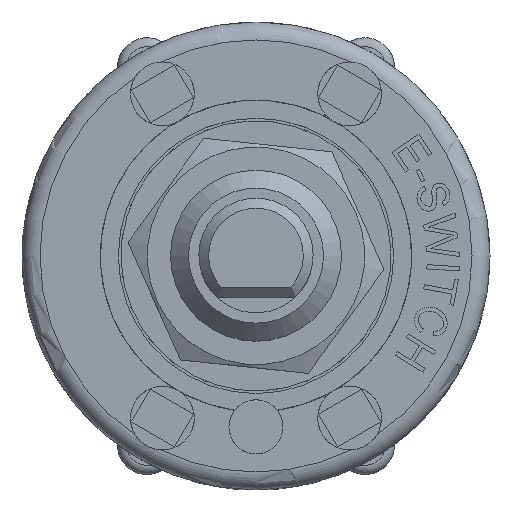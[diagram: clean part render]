
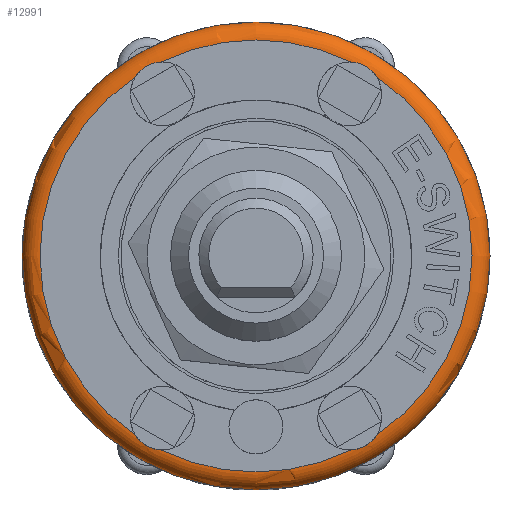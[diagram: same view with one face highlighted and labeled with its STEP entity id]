
A CAD part, top view. The second image highlights one B-rep face of the part: STEP entity #12991.
In plain terms, the highlighted toroidal (fillet/blend) face has major radius 12 mm and minor radius 1 mm.
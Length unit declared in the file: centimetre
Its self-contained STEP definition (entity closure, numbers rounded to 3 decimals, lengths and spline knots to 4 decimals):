
#26=TOROIDAL_SURFACE('',#13674,1.2,0.1);
#648=B_SPLINE_CURVE_WITH_KNOTS('',3,(#22518,#22519,#22520,#22521,#22522,
#22523,#22524,#22525,#22526,#22527,#22528,#22529),.UNSPECIFIED.,.F.,.F.,
(4,2,2,2,2,4),(-0.2692,-0.2446,-0.216,
-0.1921,-0.1645,-0.1357),.UNSPECIFIED.);
#649=B_SPLINE_CURVE_WITH_KNOTS('',3,(#22541,#22542,#22543,#22544,#22545,
#22546,#22547,#22548,#22549,#22550,#22551,#22552),.UNSPECIFIED.,.F.,.F.,
(4,2,2,2,2,4),(-0.2692,-0.2446,-0.216,
-0.1921,-0.1645,-0.1357),.UNSPECIFIED.);
#650=B_SPLINE_CURVE_WITH_KNOTS('',3,(#22569,#22570,#22571,#22572,#22573,
#22574,#22575,#22576,#22577,#22578,#22579,#22580),.UNSPECIFIED.,.F.,.F.,
(4,2,2,2,2,4),(-0.2692,-0.2446,-0.216,
-0.1921,-0.1645,-0.1357),.UNSPECIFIED.);
#651=B_SPLINE_CURVE_WITH_KNOTS('',3,(#22602,#22603,#22604,#22605,#22606,
#22607,#22608,#22609,#22610,#22611,#22612,#22613),.UNSPECIFIED.,.F.,.F.,
(4,2,2,2,2,4),(-0.2692,-0.2446,-0.216,
-0.1921,-0.1645,-0.1357),.UNSPECIFIED.);
#1774=FACE_OUTER_BOUND('',#2555,.T.);
#2555=EDGE_LOOP('',(#11970,#11971,#11972,#11973,#11974,#11975,#11976,#11977,
#11978,#11979,#11980,#11981));
#5400=CIRCLE('',#13627,1.3);
#5427=CIRCLE('',#13675,0.1);
#5428=CIRCLE('',#13676,1.2);
#5429=CIRCLE('',#13677,1.2);
#5430=CIRCLE('',#13678,1.2);
#5431=CIRCLE('',#13679,1.2);
#5432=CIRCLE('',#13680,1.2);
#6623=VERTEX_POINT('',#22480);
#6631=VERTEX_POINT('',#22516);
#6632=VERTEX_POINT('',#22517);
#6635=VERTEX_POINT('',#22539);
#6636=VERTEX_POINT('',#22540);
#6641=VERTEX_POINT('',#22567);
#6642=VERTEX_POINT('',#22568);
#6649=VERTEX_POINT('',#22600);
#6650=VERTEX_POINT('',#22601);
#6653=VERTEX_POINT('',#22623);
#8440=EDGE_CURVE('',#6623,#6623,#5400,.T.);
#8458=EDGE_CURVE('',#6631,#6632,#648,.T.);
#8464=EDGE_CURVE('',#6635,#6636,#649,.T.);
#8472=EDGE_CURVE('',#6641,#6642,#650,.T.);
#8482=EDGE_CURVE('',#6649,#6650,#651,.T.);
#8488=EDGE_CURVE('',#6623,#6653,#5427,.T.);
#8489=EDGE_CURVE('',#6653,#6641,#5428,.T.);
#8490=EDGE_CURVE('',#6642,#6635,#5429,.T.);
#8491=EDGE_CURVE('',#6636,#6631,#5430,.T.);
#8492=EDGE_CURVE('',#6632,#6649,#5431,.T.);
#8493=EDGE_CURVE('',#6650,#6653,#5432,.T.);
#11970=ORIENTED_EDGE('',*,*,#8440,.T.);
#11971=ORIENTED_EDGE('',*,*,#8488,.T.);
#11972=ORIENTED_EDGE('',*,*,#8489,.T.);
#11973=ORIENTED_EDGE('',*,*,#8472,.T.);
#11974=ORIENTED_EDGE('',*,*,#8490,.T.);
#11975=ORIENTED_EDGE('',*,*,#8464,.T.);
#11976=ORIENTED_EDGE('',*,*,#8491,.T.);
#11977=ORIENTED_EDGE('',*,*,#8458,.T.);
#11978=ORIENTED_EDGE('',*,*,#8492,.T.);
#11979=ORIENTED_EDGE('',*,*,#8482,.T.);
#11980=ORIENTED_EDGE('',*,*,#8493,.T.);
#11981=ORIENTED_EDGE('',*,*,#8488,.F.);
#12991=ADVANCED_FACE('',(#1774),#26,.T.);
#13627=AXIS2_PLACEMENT_3D('',#22481,#16192,#16193);
#13674=AXIS2_PLACEMENT_3D('',#22622,#16303,#16304);
#13675=AXIS2_PLACEMENT_3D('',#22624,#16305,#16306);
#13676=AXIS2_PLACEMENT_3D('',#22625,#16307,#16308);
#13677=AXIS2_PLACEMENT_3D('',#22626,#16309,#16310);
#13678=AXIS2_PLACEMENT_3D('',#22627,#16311,#16312);
#13679=AXIS2_PLACEMENT_3D('',#22628,#16313,#16314);
#13680=AXIS2_PLACEMENT_3D('',#22629,#16315,#16316);
#16192=DIRECTION('center_axis',(0.,0.,1.));
#16193=DIRECTION('ref_axis',(-1.,0.,0.));
#16303=DIRECTION('center_axis',(0.,0.,-1.));
#16304=DIRECTION('ref_axis',(-1.,0.,0.));
#16305=DIRECTION('center_axis',(0.,-1.,0.));
#16306=DIRECTION('ref_axis',(1.,0.,0.));
#16307=DIRECTION('center_axis',(0.,0.,-1.));
#16308=DIRECTION('ref_axis',(-1.,0.,0.));
#16309=DIRECTION('center_axis',(0.,0.,-1.));
#16310=DIRECTION('ref_axis',(-1.,0.,0.));
#16311=DIRECTION('center_axis',(0.,0.,-1.));
#16312=DIRECTION('ref_axis',(-1.,0.,0.));
#16313=DIRECTION('center_axis',(0.,0.,-1.));
#16314=DIRECTION('ref_axis',(-1.,0.,0.));
#16315=DIRECTION('center_axis',(0.,0.,-1.));
#16316=DIRECTION('ref_axis',(-1.,0.,0.));
#22480=CARTESIAN_POINT('',(1.3,0.,0.95));
#22481=CARTESIAN_POINT('Origin',(0.,0.,0.95));
#22516=CARTESIAN_POINT('',(-0.67,0.9955,1.05));
#22517=CARTESIAN_POINT('',(-0.5271,1.078,1.05));
#22518=CARTESIAN_POINT('Ctrl Pts',(-0.67,0.9955,
1.05));
#22519=CARTESIAN_POINT('Ctrl Pts',(-0.6646,1.0041,
1.05));
#22520=CARTESIAN_POINT('Ctrl Pts',(-0.6583,1.0124,
1.0498));
#22521=CARTESIAN_POINT('Ctrl Pts',(-0.6428,1.0294,
1.0491));
#22522=CARTESIAN_POINT('Ctrl Pts',(-0.6335,1.0377,
1.0488));
#22523=CARTESIAN_POINT('Ctrl Pts',(-0.615,1.051,1.0484));
#22524=CARTESIAN_POINT('Ctrl Pts',(-0.6061,1.0563,
1.0484));
#22525=CARTESIAN_POINT('Ctrl Pts',(-0.5859,1.0659,1.0487));
#22526=CARTESIAN_POINT('Ctrl Pts',(-0.5747,1.07,1.049));
#22527=CARTESIAN_POINT('Ctrl Pts',(-0.551,1.0759,1.0497));
#22528=CARTESIAN_POINT('Ctrl Pts',(-0.539,1.0775,
1.05));
#22529=CARTESIAN_POINT('Ctrl Pts',(-0.5271,1.078,
1.05));
#22539=CARTESIAN_POINT('',(-0.5271,-1.078,1.05));
#22540=CARTESIAN_POINT('',(-0.67,-0.9955,1.05));
#22541=CARTESIAN_POINT('Ctrl Pts',(-0.5271,-1.078,
1.05));
#22542=CARTESIAN_POINT('Ctrl Pts',(-0.5373,-1.0776,
1.05));
#22543=CARTESIAN_POINT('Ctrl Pts',(-0.5476,-1.0763,
1.0498));
#22544=CARTESIAN_POINT('Ctrl Pts',(-0.5701,-1.0714,1.0491));
#22545=CARTESIAN_POINT('Ctrl Pts',(-0.5819,-1.0675,
1.0488));
#22546=CARTESIAN_POINT('Ctrl Pts',(-0.6027,-1.0581,
1.0484));
#22547=CARTESIAN_POINT('Ctrl Pts',(-0.6117,-1.053,
1.0484));
#22548=CARTESIAN_POINT('Ctrl Pts',(-0.6301,-1.0404,
1.0487));
#22549=CARTESIAN_POINT('Ctrl Pts',(-0.6393,-1.0327,
1.049));
#22550=CARTESIAN_POINT('Ctrl Pts',(-0.6562,-1.0151,
1.0497));
#22551=CARTESIAN_POINT('Ctrl Pts',(-0.6637,-1.0055,
1.05));
#22552=CARTESIAN_POINT('Ctrl Pts',(-0.67,-0.9955,
1.05));
#22567=CARTESIAN_POINT('',(0.67,-0.9955,1.05));
#22568=CARTESIAN_POINT('',(0.5271,-1.078,1.05));
#22569=CARTESIAN_POINT('Ctrl Pts',(0.67,-0.9955,
1.05));
#22570=CARTESIAN_POINT('Ctrl Pts',(0.6646,-1.0041,
1.05));
#22571=CARTESIAN_POINT('Ctrl Pts',(0.6583,-1.0124,
1.0498));
#22572=CARTESIAN_POINT('Ctrl Pts',(0.6428,-1.0294,
1.0491));
#22573=CARTESIAN_POINT('Ctrl Pts',(0.6335,-1.0377,
1.0488));
#22574=CARTESIAN_POINT('Ctrl Pts',(0.615,-1.051,
1.0484));
#22575=CARTESIAN_POINT('Ctrl Pts',(0.6061,-1.0563,
1.0484));
#22576=CARTESIAN_POINT('Ctrl Pts',(0.5859,-1.0659,1.0487));
#22577=CARTESIAN_POINT('Ctrl Pts',(0.5747,-1.07,1.049));
#22578=CARTESIAN_POINT('Ctrl Pts',(0.551,-1.0759,
1.0497));
#22579=CARTESIAN_POINT('Ctrl Pts',(0.539,-1.0775,
1.05));
#22580=CARTESIAN_POINT('Ctrl Pts',(0.5271,-1.078,
1.05));
#22600=CARTESIAN_POINT('',(0.5271,1.078,1.05));
#22601=CARTESIAN_POINT('',(0.67,0.9955,1.05));
#22602=CARTESIAN_POINT('Ctrl Pts',(0.5271,1.078,1.05));
#22603=CARTESIAN_POINT('Ctrl Pts',(0.5373,1.0776,1.05));
#22604=CARTESIAN_POINT('Ctrl Pts',(0.5476,1.0763,1.0498));
#22605=CARTESIAN_POINT('Ctrl Pts',(0.5701,1.0714,1.0491));
#22606=CARTESIAN_POINT('Ctrl Pts',(0.5819,1.0675,1.0488));
#22607=CARTESIAN_POINT('Ctrl Pts',(0.6027,1.0581,1.0484));
#22608=CARTESIAN_POINT('Ctrl Pts',(0.6117,1.053,1.0484));
#22609=CARTESIAN_POINT('Ctrl Pts',(0.6301,1.0404,1.0487));
#22610=CARTESIAN_POINT('Ctrl Pts',(0.6393,1.0327,1.049));
#22611=CARTESIAN_POINT('Ctrl Pts',(0.6562,1.0151,1.0497));
#22612=CARTESIAN_POINT('Ctrl Pts',(0.6637,1.0055,1.05));
#22613=CARTESIAN_POINT('Ctrl Pts',(0.67,0.9955,
1.05));
#22622=CARTESIAN_POINT('Origin',(0.,0.,0.95));
#22623=CARTESIAN_POINT('',(1.2,0.,1.05));
#22624=CARTESIAN_POINT('Origin',(1.2,0.,0.95));
#22625=CARTESIAN_POINT('Origin',(0.,0.,1.05));
#22626=CARTESIAN_POINT('Origin',(0.,0.,1.05));
#22627=CARTESIAN_POINT('Origin',(0.,0.,1.05));
#22628=CARTESIAN_POINT('Origin',(0.,0.,1.05));
#22629=CARTESIAN_POINT('Origin',(0.,0.,1.05));
